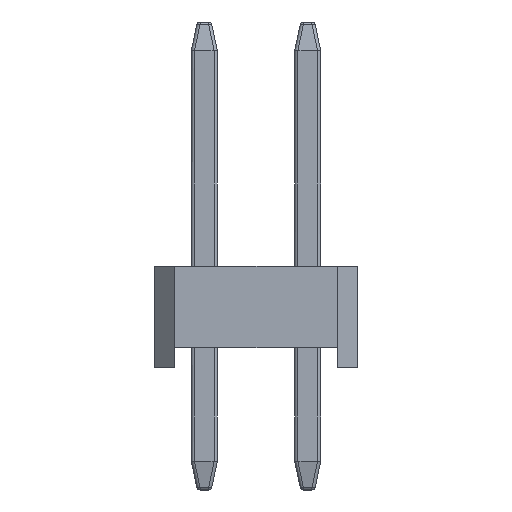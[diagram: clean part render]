
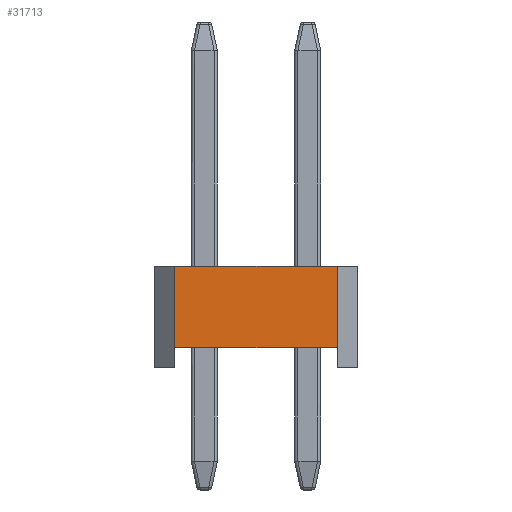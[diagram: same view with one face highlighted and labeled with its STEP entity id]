
A CAD part, left-side view. The second image highlights one B-rep face of the part: STEP entity #31713.
In plain terms, the highlighted planar face has unit normal (-1, 0, 0).
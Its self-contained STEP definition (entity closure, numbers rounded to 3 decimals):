
#4296=FACE_OUTER_BOUND('',#6163,.T.);
#6163=EDGE_LOOP('',(#26243,#26244,#26245,#26246));
#8344=LINE('',#51443,#11015);
#8442=LINE('',#51671,#11113);
#8748=LINE('',#52509,#11419);
#8749=LINE('',#52511,#11420);
#11015=VECTOR('',#41897,1.);
#11113=VECTOR('',#42035,1.);
#11419=VECTOR('',#42931,1.);
#11420=VECTOR('',#42934,1.);
#13944=VERTEX_POINT('',#51440);
#13945=VERTEX_POINT('',#51442);
#14054=VERTEX_POINT('',#51668);
#14055=VERTEX_POINT('',#51670);
#17822=EDGE_CURVE('',#13944,#13945,#8344,.T.);
#17936=EDGE_CURVE('',#14055,#14054,#8442,.T.);
#18354=EDGE_CURVE('',#13944,#14055,#8748,.T.);
#18355=EDGE_CURVE('',#13945,#14054,#8749,.T.);
#26243=ORIENTED_EDGE('',*,*,#18354,.T.);
#26244=ORIENTED_EDGE('',*,*,#17936,.T.);
#26245=ORIENTED_EDGE('',*,*,#18355,.F.);
#26246=ORIENTED_EDGE('',*,*,#17822,.F.);
#28496=PLANE('',#34834);
#31713=ADVANCED_FACE('',(#4296),#28496,.F.);
#34834=AXIS2_PLACEMENT_3D('',#52510,#42932,#42933);
#41897=DIRECTION('',(0.,-1.,0.));
#42035=DIRECTION('',(0.,-1.,0.));
#42931=DIRECTION('',(0.,0.,-1.));
#42932=DIRECTION('center_axis',(1.,0.,0.));
#42933=DIRECTION('ref_axis',(0.,0.,-1.));
#42934=DIRECTION('',(0.,0.,-1.));
#51440=CARTESIAN_POINT('',(-17.78,2.,2.5));
#51442=CARTESIAN_POINT('',(-17.78,-2.,2.5));
#51443=CARTESIAN_POINT('',(-17.78,-2.,2.5));
#51668=CARTESIAN_POINT('',(-17.78,-2.,0.5));
#51670=CARTESIAN_POINT('',(-17.78,2.,0.5));
#51671=CARTESIAN_POINT('',(-17.78,2.,0.5));
#52509=CARTESIAN_POINT('',(-17.78,2.,2.5));
#52510=CARTESIAN_POINT('Origin',(-17.78,-2.,2.5));
#52511=CARTESIAN_POINT('',(-17.78,-2.,2.5));
